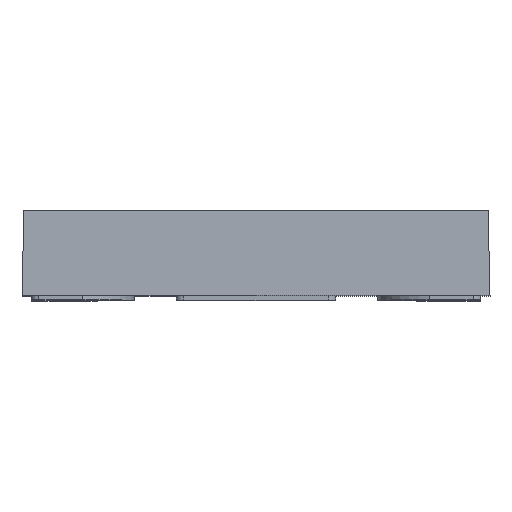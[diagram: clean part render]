
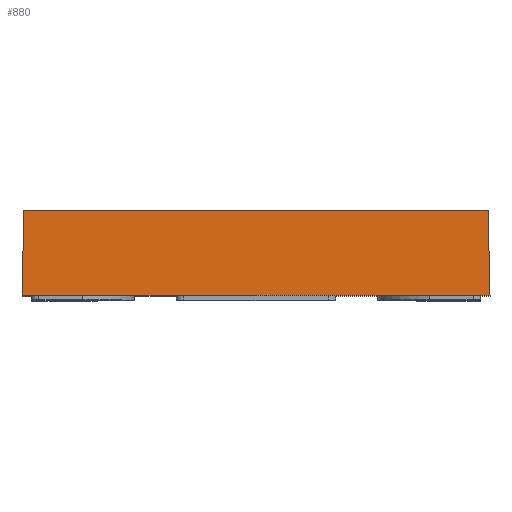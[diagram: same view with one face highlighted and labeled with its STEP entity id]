
A CAD part, top view. The second image highlights one B-rep face of the part: STEP entity #880.
In plain terms, the highlighted planar face has unit normal (0, 0.022, 1).
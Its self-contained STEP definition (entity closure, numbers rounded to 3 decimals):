
#48=PLANE('',#963);
#95=FACE_OUTER_BOUND('',#144,.T.);
#144=EDGE_LOOP('',(#730,#731,#732,#733));
#224=LINE('',#1435,#306);
#228=LINE('',#1442,#310);
#231=LINE('',#1449,#313);
#232=LINE('',#1450,#314);
#306=VECTOR('',#1192,0.9);
#310=VECTOR('',#1198,4.96);
#313=VECTOR('',#1205,0.9);
#314=VECTOR('',#1206,5.);
#422=VERTEX_POINT('',#1432);
#423=VERTEX_POINT('',#1434);
#425=VERTEX_POINT('',#1440);
#427=VERTEX_POINT('',#1448);
#534=EDGE_CURVE('',#422,#423,#224,.T.);
#538=EDGE_CURVE('',#422,#425,#228,.T.);
#541=EDGE_CURVE('',#425,#427,#231,.T.);
#542=EDGE_CURVE('',#423,#427,#232,.T.);
#730=ORIENTED_EDGE('',*,*,#534,.F.);
#731=ORIENTED_EDGE('',*,*,#538,.T.);
#732=ORIENTED_EDGE('',*,*,#541,.T.);
#733=ORIENTED_EDGE('',*,*,#542,.F.);
#880=ADVANCED_FACE('',(#95),#48,.T.);
#963=AXIS2_PLACEMENT_3D('',#1447,#1203,#1204);
#1192=DIRECTION('',(0.022,-1.,0.022));
#1198=DIRECTION('',(-1.,0.,0.));
#1203=DIRECTION('center_axis',(0.,0.022,1.));
#1204=DIRECTION('ref_axis',(1.,0.,0.));
#1205=DIRECTION('',(-0.022,-1.,0.022));
#1206=DIRECTION('',(-1.,0.,0.));
#1432=CARTESIAN_POINT('',(2.48,0.9,3.48));
#1434=CARTESIAN_POINT('',(2.5,0.,3.5));
#1435=CARTESIAN_POINT('',(2.489,0.511,3.489));
#1440=CARTESIAN_POINT('',(-2.48,0.9,3.48));
#1442=CARTESIAN_POINT('',(-1.25,0.9,3.48));
#1447=CARTESIAN_POINT('Origin',(-1.25,0.45,3.49));
#1448=CARTESIAN_POINT('',(-2.5,0.,3.5));
#1449=CARTESIAN_POINT('',(-2.488,0.522,3.488));
#1450=CARTESIAN_POINT('',(2.5,0.,3.5));
